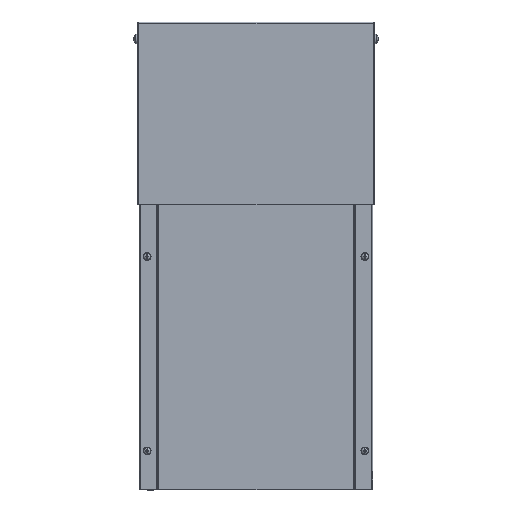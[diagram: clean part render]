
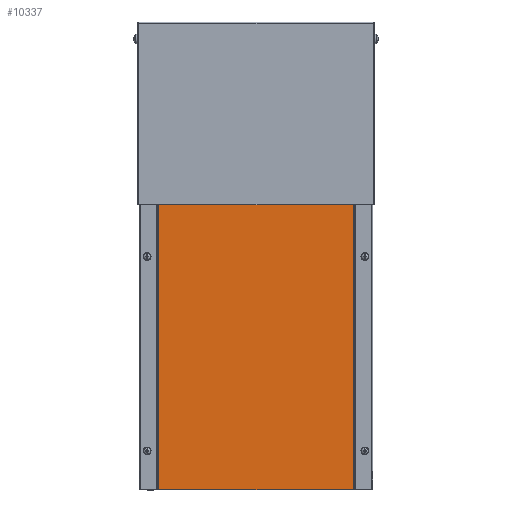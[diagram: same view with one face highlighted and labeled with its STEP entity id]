
A CAD part, top view. The second image highlights one B-rep face of the part: STEP entity #10337.
In plain terms, the highlighted planar face has unit normal (0, 0, 1).
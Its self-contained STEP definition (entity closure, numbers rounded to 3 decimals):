
#975 = CARTESIAN_POINT ( 'NONE',  ( 0., 0., 0. ) ) ;
#1298 = PLANE ( 'NONE',  #2987 ) ;
#2131 = CARTESIAN_POINT ( 'NONE',  ( 0., 0., 0. ) ) ;
#2134 = CARTESIAN_POINT ( 'NONE',  ( 1.6, 0., 0. ) ) ;
#2239 = FACE_OUTER_BOUND ( 'NONE', #8703, .T. ) ;
#2328 = VERTEX_POINT ( 'NONE', #11103 ) ;
#2987 = AXIS2_PLACEMENT_3D ( 'NONE', #975, #11180, #4780 ) ;
#3034 = LINE ( 'NONE', #10797, #14254 ) ;
#3471 = LINE ( 'NONE', #11222, #15769 ) ;
#4780 = DIRECTION ( 'NONE',  ( -1., 0., 0. ) ) ;
#5556 = EDGE_CURVE ( 'NONE', #15582, #15867, #3034, .T. ) ;
#6729 = DIRECTION ( 'NONE',  ( 0., -1., 0. ) ) ;
#6980 = LINE ( 'NONE', #9272, #11089 ) ;
#8703 = EDGE_LOOP ( 'NONE', ( #10254, #16103, #10762, #14310 ) ) ;
#9272 = CARTESIAN_POINT ( 'NONE',  ( 1.6, 600., 0. ) ) ;
#10152 = VECTOR ( 'NONE', #12410, 1000. ) ;
#10254 = ORIENTED_EDGE ( 'NONE', *, *, #5556, .T. ) ;
#10337 = ADVANCED_FACE ( 'NONE', ( #2239 ), #1298, .F. ) ;
#10762 = ORIENTED_EDGE ( 'NONE', *, *, #10889, .T. ) ;
#10797 = CARTESIAN_POINT ( 'NONE',  ( 251.2, 0., 0. ) ) ;
#10889 = EDGE_CURVE ( 'NONE', #2328, #13589, #6980, .T. ) ;
#10931 = CARTESIAN_POINT ( 'NONE',  ( 251.2, 0., 0. ) ) ;
#11089 = VECTOR ( 'NONE', #6729, 1000. ) ;
#11103 = CARTESIAN_POINT ( 'NONE',  ( 1.6, 600., 0. ) ) ;
#11180 = DIRECTION ( 'NONE',  ( 0., 0., -1. ) ) ;
#11222 = CARTESIAN_POINT ( 'NONE',  ( 0., 600., 0. ) ) ;
#12178 = EDGE_CURVE ( 'NONE', #13589, #15582, #13337, .T. ) ;
#12410 = DIRECTION ( 'NONE',  ( 1., 0., 0. ) ) ;
#13337 = LINE ( 'NONE', #2131, #10152 ) ;
#13418 = DIRECTION ( 'NONE',  ( 0., 1., 0. ) ) ;
#13589 = VERTEX_POINT ( 'NONE', #2134 ) ;
#13942 = EDGE_CURVE ( 'NONE', #15867, #2328, #3471, .T. ) ;
#14254 = VECTOR ( 'NONE', #13418, 1000. ) ;
#14310 = ORIENTED_EDGE ( 'NONE', *, *, #12178, .T. ) ;
#14440 = CARTESIAN_POINT ( 'NONE',  ( 251.2, 600., 0. ) ) ;
#15582 = VERTEX_POINT ( 'NONE', #10931 ) ;
#15769 = VECTOR ( 'NONE', #16349, 1000. ) ;
#15867 = VERTEX_POINT ( 'NONE', #14440 ) ;
#16103 = ORIENTED_EDGE ( 'NONE', *, *, #13942, .T. ) ;
#16349 = DIRECTION ( 'NONE',  ( -1., 0., 0. ) ) ;
